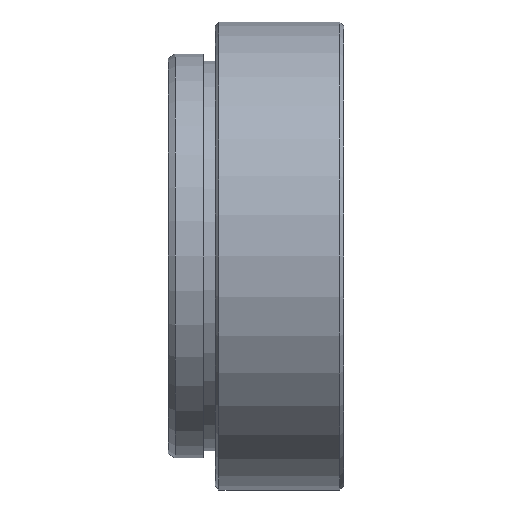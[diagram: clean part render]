
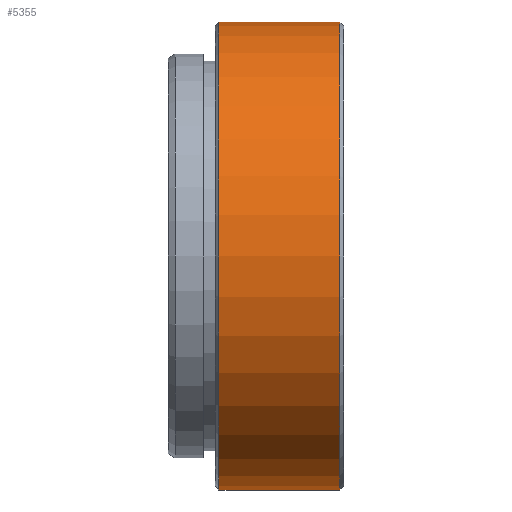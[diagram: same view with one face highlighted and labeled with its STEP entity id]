
A CAD part, front view. The second image highlights one B-rep face of the part: STEP entity #5355.
In plain terms, the highlighted cylindrical face has radius 15.24 mm (diameter 30.48 mm), a full revolution.
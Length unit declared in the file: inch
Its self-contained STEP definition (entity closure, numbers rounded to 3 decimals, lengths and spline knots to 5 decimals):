
#592=CYLINDRICAL_SURFACE('',#5702,0.6);
#634=FACE_OUTER_BOUND('',#927,.T.);
#927=EDGE_LOOP('',(#3618,#3619,#3620,#3621,#3622));
#1260=LINE('',#6927,#1677);
#1677=VECTOR('',#6049,0.6);
#2073=CIRCLE('',#5680,0.6);
#2074=CIRCLE('',#5681,0.6);
#2076=CIRCLE('',#5684,0.6);
#2185=VERTEX_POINT('',#6881);
#2186=VERTEX_POINT('',#6882);
#2188=VERTEX_POINT('',#6889);
#2731=EDGE_CURVE('',#2185,#2186,#2073,.T.);
#2732=EDGE_CURVE('',#2186,#2185,#2074,.T.);
#2735=EDGE_CURVE('',#2188,#2188,#2076,.T.);
#2754=EDGE_CURVE('',#2185,#2188,#1260,.T.);
#3618=ORIENTED_EDGE('',*,*,#2731,.T.);
#3619=ORIENTED_EDGE('',*,*,#2732,.T.);
#3620=ORIENTED_EDGE('',*,*,#2754,.T.);
#3621=ORIENTED_EDGE('',*,*,#2735,.T.);
#3622=ORIENTED_EDGE('',*,*,#2754,.F.);
#5355=ADVANCED_FACE('',(#634),#592,.T.);
#5680=AXIS2_PLACEMENT_3D('',#6883,#5995,#5996);
#5681=AXIS2_PLACEMENT_3D('',#6884,#5997,#5998);
#5684=AXIS2_PLACEMENT_3D('',#6890,#6004,#6005);
#5702=AXIS2_PLACEMENT_3D('',#6926,#6047,#6048);
#5995=DIRECTION('center_axis',(-1.,0.,0.));
#5996=DIRECTION('ref_axis',(0.,0.,-1.));
#5997=DIRECTION('center_axis',(-1.,0.,0.));
#5998=DIRECTION('ref_axis',(0.,0.,-1.));
#6004=DIRECTION('center_axis',(1.,0.,0.));
#6005=DIRECTION('ref_axis',(0.,0.,1.));
#6047=DIRECTION('center_axis',(1.,0.,0.));
#6048=DIRECTION('ref_axis',(0.,0.,-1.));
#6049=DIRECTION('',(-1.,0.,0.));
#6881=CARTESIAN_POINT('',(-0.01,0.,0.6));
#6882=CARTESIAN_POINT('',(-0.01,0.,-0.6));
#6883=CARTESIAN_POINT('Origin',(-0.01,0.,0.));
#6884=CARTESIAN_POINT('Origin',(-0.01,0.,0.));
#6889=CARTESIAN_POINT('',(-0.32,0.,0.6));
#6890=CARTESIAN_POINT('Origin',(-0.32,0.,0.));
#6926=CARTESIAN_POINT('Origin',(0.,0.,0.));
#6927=CARTESIAN_POINT('',(0.,0.,0.6));
